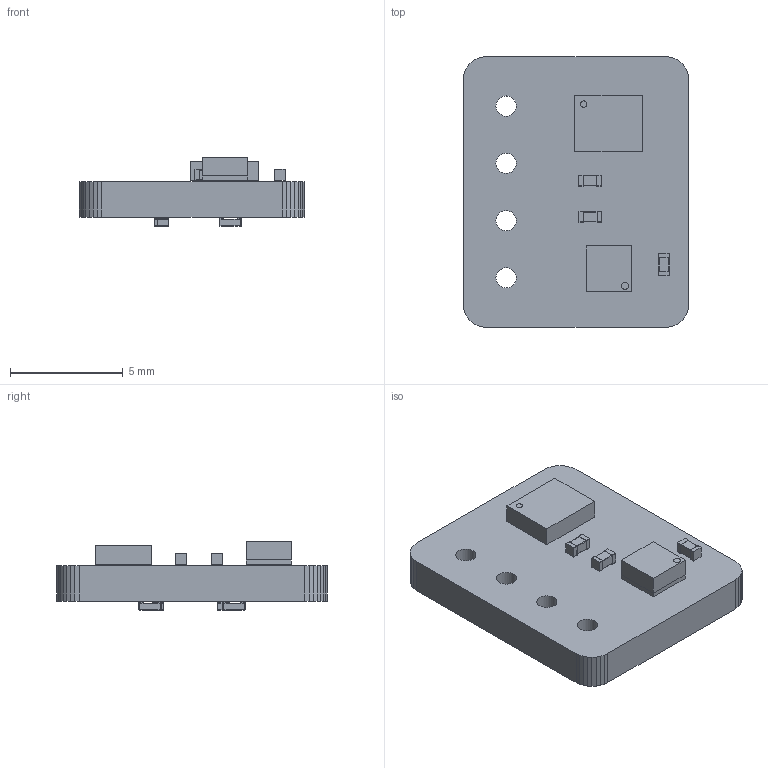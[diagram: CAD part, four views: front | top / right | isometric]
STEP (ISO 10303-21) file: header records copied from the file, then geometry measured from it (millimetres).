
FILE_DESCRIPTION(('KiCad electronic assembly'),'2;1');
FILE_NAME('IMU_Guanran.step','2024-12-06T09:25:48',('Pcbnew'),('Kicad'), 'Open CASCADE STEP processor 7.7','KiCad to STEP converter','Unknown' );
FILE_SCHEMA(('AUTOMOTIVE_DESIGN { 1 0 10303 214 1 1 1 1 }'));
Length unit declared in the file: millimetre
Products named in the file (10): IMU_Guanran 1; C_0402_1005Metric; SOLID; LSM6DSOXTR; COMPOUND; LIS3MDLTR; R_0402_1005Metric; IMU_V3 PCB
Assembly tree (14 placements, depth 3):
  IMU_Guanran 1
    C_0402_1005Metric  x3
      SOLID
    LSM6DSOXTR
      COMPOUND
    LIS3MDLTR
      COMPOUND
    R_0402_1005Metric  x4
      SOLID
    IMU_V3 PCB
Bounding box: 10 x 12 x 3.03 mm (x, y, z)
Volume: 196 mm3; surface area: 394 mm2
Topology: 39 solids, 39 shells, 552 faces, 1304 edges, 864 vertices
Faces by surface type: plane 472, cylinder 80
Full cylindrical faces by diameter (mm): 0.9 x4
Entity records: 24874 total; most frequent: CARTESIAN_POINT 4105, DIRECTION 3770, LINE 2740, VECTOR 2740, ORIENTED_EDGE 1912, PCURVE 1912, DEFINITIONAL_REPRESENTATION 1912, EDGE_CURVE 956
